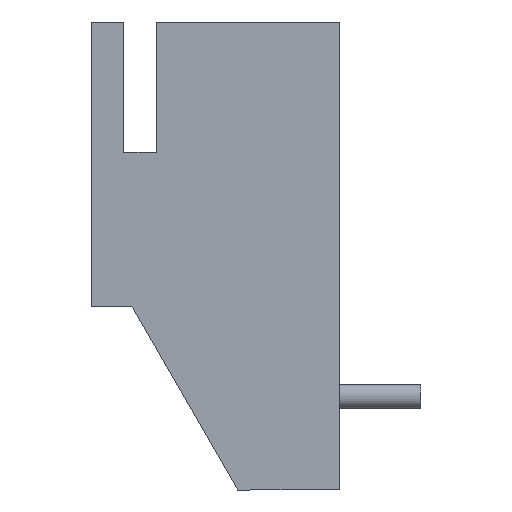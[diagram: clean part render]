
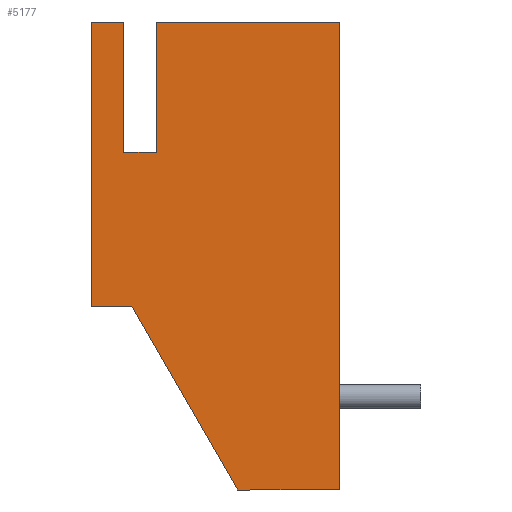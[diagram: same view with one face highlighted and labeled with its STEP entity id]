
A CAD part, left-side view. The second image highlights one B-rep face of the part: STEP entity #5177.
In plain terms, the highlighted planar face has unit normal (-1, 0, 0).
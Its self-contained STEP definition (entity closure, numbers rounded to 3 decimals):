
#6 = ORIENTED_EDGE ( 'NONE', *, *, #1043, .F. ) ;
#11 = AXIS2_PLACEMENT_3D ( 'NONE', #3079, #2624, #1589 ) ;
#85 = EDGE_CURVE ( 'NONE', #2170, #4223, #1135, .T. ) ;
#306 = ORIENTED_EDGE ( 'NONE', *, *, #6307, .T. ) ;
#343 = VECTOR ( 'NONE', #6174, 1000. ) ;
#488 = VERTEX_POINT ( 'NONE', #1499 ) ;
#551 = VECTOR ( 'NONE', #1531, 1000. ) ;
#561 = LINE ( 'NONE', #1053, #3896 ) ;
#638 = VERTEX_POINT ( 'NONE', #2604 ) ;
#674 = ORIENTED_EDGE ( 'NONE', *, *, #1605, .F. ) ;
#677 = DIRECTION ( 'NONE',  ( 0., 0., -1. ) ) ;
#729 = DIRECTION ( 'NONE',  ( 0., -0.5, -0.866 ) ) ;
#756 = CARTESIAN_POINT ( 'NONE',  ( 0., 6.1, 0. ) ) ;
#844 = DIRECTION ( 'NONE',  ( 0., 0., 1. ) ) ;
#1043 = EDGE_CURVE ( 'NONE', #4991, #5953, #1098, .T. ) ;
#1053 = CARTESIAN_POINT ( 'NONE',  ( 0., 4.5, -3.2 ) ) ;
#1098 = LINE ( 'NONE', #4804, #4988 ) ;
#1103 = CARTESIAN_POINT ( 'NONE',  ( 0., 4.5, 0. ) ) ;
#1109 = LINE ( 'NONE', #2674, #1743 ) ;
#1135 = LINE ( 'NONE', #1103, #2689 ) ;
#1184 = CARTESIAN_POINT ( 'NONE',  ( 0., 0., 0. ) ) ;
#1271 = VERTEX_POINT ( 'NONE', #1184 ) ;
#1322 = CARTESIAN_POINT ( 'NONE',  ( 0., 0., -11.5 ) ) ;
#1331 = EDGE_CURVE ( 'NONE', #3732, #1271, #5356, .T. ) ;
#1341 = VERTEX_POINT ( 'NONE', #4893 ) ;
#1374 = VECTOR ( 'NONE', #3702, 1000. ) ;
#1402 = CARTESIAN_POINT ( 'NONE',  ( 0., 0., 0. ) ) ;
#1406 = ORIENTED_EDGE ( 'NONE', *, *, #6208, .T. ) ;
#1451 = ORIENTED_EDGE ( 'NONE', *, *, #1331, .T. ) ;
#1499 = CARTESIAN_POINT ( 'NONE',  ( 0., 5.1, -7. ) ) ;
#1531 = DIRECTION ( 'NONE',  ( 0., -1., 0. ) ) ;
#1589 = DIRECTION ( 'NONE',  ( 0., 0., -1. ) ) ;
#1602 = CARTESIAN_POINT ( 'NONE',  ( 0., 5.3, 0. ) ) ;
#1605 = EDGE_CURVE ( 'NONE', #2170, #1271, #1109, .T. ) ;
#1686 = CARTESIAN_POINT ( 'NONE',  ( 0., 6.1, -7. ) ) ;
#1743 = VECTOR ( 'NONE', #2176, 1000. ) ;
#1762 = VECTOR ( 'NONE', #729, 1000. ) ;
#2170 = VERTEX_POINT ( 'NONE', #4967 ) ;
#2176 = DIRECTION ( 'NONE',  ( 0., -1., 0. ) ) ;
#2431 = LINE ( 'NONE', #5911, #2971 ) ;
#2604 = CARTESIAN_POINT ( 'NONE',  ( 0., 2.5, -11.5 ) ) ;
#2624 = DIRECTION ( 'NONE',  ( 1., 0., 0. ) ) ;
#2674 = CARTESIAN_POINT ( 'NONE',  ( 0., 6.1, 0. ) ) ;
#2689 = VECTOR ( 'NONE', #5018, 1000. ) ;
#2709 = ORIENTED_EDGE ( 'NONE', *, *, #5584, .F. ) ;
#2900 = EDGE_LOOP ( 'NONE', ( #4488, #5260, #6, #4562, #2709, #306, #5486, #1406, #1451, #674 ) ) ;
#2971 = VECTOR ( 'NONE', #4035, 1000. ) ;
#2999 = VERTEX_POINT ( 'NONE', #1686 ) ;
#3079 = CARTESIAN_POINT ( 'NONE',  ( 0., 6.1, 0. ) ) ;
#3085 = CARTESIAN_POINT ( 'NONE',  ( 0., 6.1, 0. ) ) ;
#3227 = VECTOR ( 'NONE', #844, 1000. ) ;
#3352 = EDGE_CURVE ( 'NONE', #488, #638, #6286, .T. ) ;
#3600 = DIRECTION ( 'NONE',  ( 0., 1., 0. ) ) ;
#3614 = LINE ( 'NONE', #4098, #343 ) ;
#3702 = DIRECTION ( 'NONE',  ( 0., 0., 1. ) ) ;
#3732 = VERTEX_POINT ( 'NONE', #1322 ) ;
#3896 = VECTOR ( 'NONE', #3600, 1000. ) ;
#3897 = PLANE ( 'NONE',  #11 ) ;
#4035 = DIRECTION ( 'NONE',  ( 0., -1., 0. ) ) ;
#4098 = CARTESIAN_POINT ( 'NONE',  ( 0., 6.1, -7. ) ) ;
#4223 = VERTEX_POINT ( 'NONE', #5234 ) ;
#4386 = FACE_OUTER_BOUND ( 'NONE', #2900, .T. ) ;
#4488 = ORIENTED_EDGE ( 'NONE', *, *, #85, .T. ) ;
#4562 = ORIENTED_EDGE ( 'NONE', *, *, #6375, .F. ) ;
#4748 = CARTESIAN_POINT ( 'NONE',  ( 0., 5.1, -7. ) ) ;
#4804 = CARTESIAN_POINT ( 'NONE',  ( 0., 5.3, 0. ) ) ;
#4893 = CARTESIAN_POINT ( 'NONE',  ( 0., 6.1, 0. ) ) ;
#4967 = CARTESIAN_POINT ( 'NONE',  ( 0., 4.5, 0. ) ) ;
#4988 = VECTOR ( 'NONE', #677, 1000. ) ;
#4991 = VERTEX_POINT ( 'NONE', #1602 ) ;
#5018 = DIRECTION ( 'NONE',  ( 0., 0., -1. ) ) ;
#5156 = LINE ( 'NONE', #3085, #551 ) ;
#5177 = ADVANCED_FACE ( 'NONE', ( #4386 ), #3897, .F. ) ;
#5234 = CARTESIAN_POINT ( 'NONE',  ( 0., 4.5, -3.2 ) ) ;
#5260 = ORIENTED_EDGE ( 'NONE', *, *, #5509, .T. ) ;
#5265 = LINE ( 'NONE', #756, #1374 ) ;
#5356 = LINE ( 'NONE', #1402, #3227 ) ;
#5486 = ORIENTED_EDGE ( 'NONE', *, *, #3352, .T. ) ;
#5509 = EDGE_CURVE ( 'NONE', #4223, #5953, #561, .T. ) ;
#5584 = EDGE_CURVE ( 'NONE', #2999, #1341, #5265, .T. ) ;
#5911 = CARTESIAN_POINT ( 'NONE',  ( 0., 6.1, -11.5 ) ) ;
#5953 = VERTEX_POINT ( 'NONE', #6214 ) ;
#6174 = DIRECTION ( 'NONE',  ( 0., -1., 0. ) ) ;
#6208 = EDGE_CURVE ( 'NONE', #638, #3732, #2431, .T. ) ;
#6214 = CARTESIAN_POINT ( 'NONE',  ( 0., 5.3, -3.2 ) ) ;
#6286 = LINE ( 'NONE', #4748, #1762 ) ;
#6307 = EDGE_CURVE ( 'NONE', #2999, #488, #3614, .T. ) ;
#6375 = EDGE_CURVE ( 'NONE', #1341, #4991, #5156, .T. ) ;
